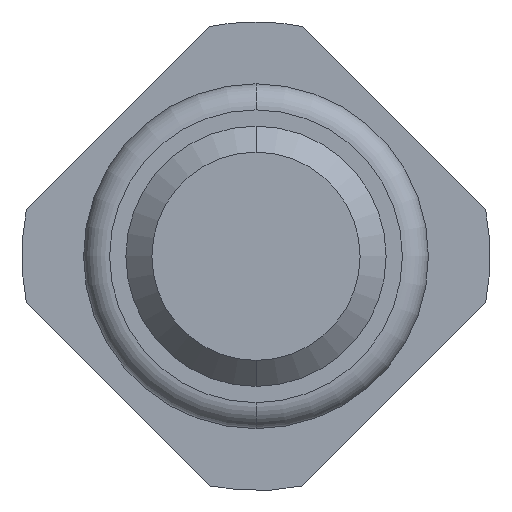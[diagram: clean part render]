
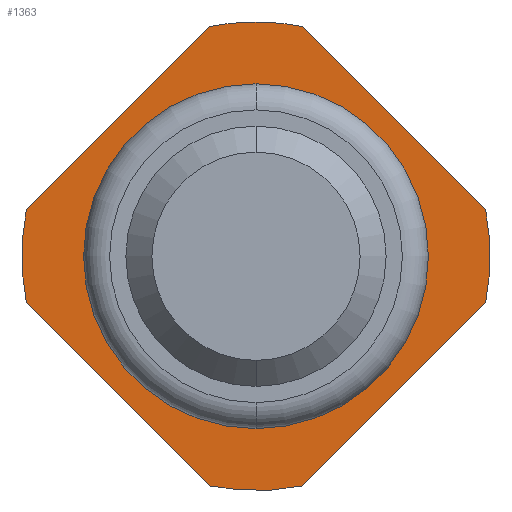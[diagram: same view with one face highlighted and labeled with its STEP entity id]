
A CAD part, front view. The second image highlights one B-rep face of the part: STEP entity #1363.
In plain terms, the highlighted planar face has unit normal (0, -1, 0).
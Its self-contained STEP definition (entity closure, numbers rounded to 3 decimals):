
#29 = AXIS2_PLACEMENT_3D ( 'NONE', #1336, #2174, #1729 ) ;
#99 = DIRECTION ( 'NONE',  ( 0., 0., 1. ) ) ;
#112 = CARTESIAN_POINT ( 'NONE',  ( 0., -2., 1.325 ) ) ;
#155 = AXIS2_PLACEMENT_3D ( 'NONE', #337, #4448, #2418 ) ;
#275 = CARTESIAN_POINT ( 'NONE',  ( 0., -2., 0. ) ) ;
#337 = CARTESIAN_POINT ( 'NONE',  ( 0., -2., 0. ) ) ;
#350 = VECTOR ( 'NONE', #2587, 1000. ) ;
#473 = VERTEX_POINT ( 'NONE', #1832 ) ;
#476 = DIRECTION ( 'NONE',  ( 0., 0., 1. ) ) ;
#593 = EDGE_CURVE ( 'Defeature ausgef�hrt2_29+Defeature ausgef�hrt2_27+Defeature ausgef�hrt2_44+Defeature ausgef�hrt2_45', #4905, #986, #4799, .T. ) ;
#704 = EDGE_CURVE ( 'Defeature ausgef�hrt2_43+Defeature ausgef�hrt2_27+Defeature ausgef�hrt2_31+Defeature ausgef�hrt2_30', #2327, #473, #4601, .T. ) ;
#716 = VERTEX_POINT ( 'NONE', #1566 ) ;
#733 = CARTESIAN_POINT ( 'NONE',  ( -0.161, -2., -1.961 ) ) ;
#811 = ORIENTED_EDGE ( 'NONE', *, *, #3806, .F. ) ;
#864 = ORIENTED_EDGE ( 'NONE', *, *, #593, .F. ) ;
#986 = VERTEX_POINT ( 'NONE', #3958 ) ;
#1157 = DIRECTION ( 'NONE',  ( 0.707, 0., -0.707 ) ) ;
#1208 = CIRCLE ( 'NONE', #29, 1.8 ) ;
#1250 = LINE ( 'NONE', #2167, #350 ) ;
#1263 = CARTESIAN_POINT ( 'NONE',  ( 0., -2., 0. ) ) ;
#1275 = DIRECTION ( 'NONE',  ( 0., 1., 0. ) ) ;
#1332 = EDGE_CURVE ( 'Defeature ausgef�hrt2_30+Defeature ausgef�hrt2_27+Defeature ausgef�hrt2_43+Defeature ausgef�hrt2_44', #473, #1379, #2880, .T. ) ;
#1336 = CARTESIAN_POINT ( 'NONE',  ( 0., -2., 0. ) ) ;
#1339 = CARTESIAN_POINT ( 'NONE',  ( -0.357, -2., 1.764 ) ) ;
#1363 = ADVANCED_FACE ( 'Defeature ausgef�hrt2_27', ( #3706, #4662 ), #4958, .F. ) ;
#1371 = AXIS2_PLACEMENT_3D ( 'NONE', #1730, #2175, #99 ) ;
#1379 = VERTEX_POINT ( 'NONE', #3017 ) ;
#1405 = VERTEX_POINT ( 'NONE', #4220 ) ;
#1409 = VERTEX_POINT ( 'NONE', #4661 ) ;
#1419 = EDGE_CURVE ( 'Defeature ausgef�hrt2_29+Defeature ausgef�hrt2_27+Defeature ausgef�hrt2_44+Defeature ausgef�hrt2_45', #986, #2236, #1208, .T. ) ;
#1512 = CIRCLE ( 'NONE', #4055, 1.325 ) ;
#1557 = CARTESIAN_POINT ( 'NONE',  ( 1.961, -2., 0.161 ) ) ;
#1566 = CARTESIAN_POINT ( 'NONE',  ( 0.357, -2., -1.764 ) ) ;
#1659 = DIRECTION ( 'NONE',  ( 0., 1., 0. ) ) ;
#1729 = DIRECTION ( 'NONE',  ( 0., 0., 1. ) ) ;
#1730 = CARTESIAN_POINT ( 'NONE',  ( 0., -2., 0. ) ) ;
#1739 = DIRECTION ( 'NONE',  ( 0., 1., 0. ) ) ;
#1832 = CARTESIAN_POINT ( 'NONE',  ( -1.764, -2., -0.357 ) ) ;
#2118 = ORIENTED_EDGE ( 'NONE', *, *, #3824, .F. ) ;
#2134 = EDGE_CURVE ( 'Defeature ausgef�hrt2_45+Defeature ausgef�hrt2_27+Defeature ausgef�hrt2_29+Defeature ausgef�hrt2_28', #2236, #1409, #2213, .T. ) ;
#2167 = CARTESIAN_POINT ( 'NONE',  ( -0.161, -2., 1.961 ) ) ;
#2174 = DIRECTION ( 'NONE',  ( 0., 1., 0. ) ) ;
#2175 = DIRECTION ( 'NONE',  ( 0., 1., 0. ) ) ;
#2188 = VECTOR ( 'NONE', #2824, 1000. ) ;
#2206 = DIRECTION ( 'NONE',  ( 0., 0., 1. ) ) ;
#2213 = LINE ( 'NONE', #1557, #3126 ) ;
#2236 = VERTEX_POINT ( 'NONE', #5191 ) ;
#2271 = CIRCLE ( 'NONE', #1371, 1.325 ) ;
#2311 = CARTESIAN_POINT ( 'NONE',  ( 0., -2., 0. ) ) ;
#2327 = VERTEX_POINT ( 'NONE', #4308 ) ;
#2360 = DIRECTION ( 'NONE',  ( 0., 1., 0. ) ) ;
#2418 = DIRECTION ( 'NONE',  ( 0., 0., 1. ) ) ;
#2426 = CARTESIAN_POINT ( 'NONE',  ( 0., -2., -1.325 ) ) ;
#2497 = EDGE_LOOP ( 'NONE', ( #4119, #4977 ) ) ;
#2587 = DIRECTION ( 'NONE',  ( 0.707, 0., 0.707 ) ) ;
#2824 = DIRECTION ( 'NONE',  ( -0.707, 0., -0.707 ) ) ;
#2880 = CIRCLE ( 'NONE', #3363, 1.8 ) ;
#2974 = EDGE_CURVE ( 'Defeature ausgef�hrt2_27+Defeature ausgef�hrt2_39+Defeature ausgef�hrt2_39+Defeature ausgef�hrt2_39', #4135, #3436, #1512, .T. ) ;
#3017 = CARTESIAN_POINT ( 'NONE',  ( -1.764, -2., 0.357 ) ) ;
#3029 = ORIENTED_EDGE ( 'NONE', *, *, #1419, .F. ) ;
#3126 = VECTOR ( 'NONE', #1157, 1000. ) ;
#3167 = EDGE_LOOP ( 'NONE', ( #3548, #3029, #864, #2118, #5079, #3995, #811, #4306, #3629 ) ) ;
#3273 = EDGE_CURVE ( 'Defeature ausgef�hrt2_27+Defeature ausgef�hrt2_39+Defeature ausgef�hrt2_39+Defeature ausgef�hrt2_39', #3436, #4135, #2271, .T. ) ;
#3315 = CIRCLE ( 'NONE', #4217, 1.8 ) ;
#3363 = AXIS2_PLACEMENT_3D ( 'NONE', #1263, #1659, #476 ) ;
#3436 = VERTEX_POINT ( 'NONE', #112 ) ;
#3548 = ORIENTED_EDGE ( 'NONE', *, *, #2134, .F. ) ;
#3562 = EDGE_CURVE ( 'Defeature ausgef�hrt2_28+Defeature ausgef�hrt2_27+Defeature ausgef�hrt2_45+Defeature ausgef�hrt2_42', #1409, #1405, #3315, .T. ) ;
#3608 = DIRECTION ( 'NONE',  ( -0.707, 0., 0.707 ) ) ;
#3629 = ORIENTED_EDGE ( 'NONE', *, *, #3562, .F. ) ;
#3706 = FACE_BOUND ( 'NONE', #2497, .T. ) ;
#3806 = EDGE_CURVE ( 'Defeature ausgef�hrt2_31+Defeature ausgef�hrt2_27+Defeature ausgef�hrt2_42+Defeature ausgef�hrt2_43', #716, #2327, #4520, .T. ) ;
#3823 = CARTESIAN_POINT ( 'NONE',  ( 0., -2., 0. ) ) ;
#3824 = EDGE_CURVE ( 'Defeature ausgef�hrt2_44+Defeature ausgef�hrt2_27+Defeature ausgef�hrt2_30+Defeature ausgef�hrt2_29', #1379, #4905, #1250, .T. ) ;
#3958 = CARTESIAN_POINT ( 'NONE',  ( 0., -2., 1.8 ) ) ;
#3995 = ORIENTED_EDGE ( 'NONE', *, *, #704, .F. ) ;
#4055 = AXIS2_PLACEMENT_3D ( 'NONE', #2311, #4737, #4381 ) ;
#4119 = ORIENTED_EDGE ( 'NONE', *, *, #3273, .T. ) ;
#4135 = VERTEX_POINT ( 'NONE', #2426 ) ;
#4217 = AXIS2_PLACEMENT_3D ( 'NONE', #275, #2360, #4369 ) ;
#4220 = CARTESIAN_POINT ( 'NONE',  ( 1.764, -2., -0.357 ) ) ;
#4306 = ORIENTED_EDGE ( 'NONE', *, *, #5212, .F. ) ;
#4308 = CARTESIAN_POINT ( 'NONE',  ( -0.357, -2., -1.764 ) ) ;
#4369 = DIRECTION ( 'NONE',  ( 0., 0., 1. ) ) ;
#4381 = DIRECTION ( 'NONE',  ( 0., 0., 1. ) ) ;
#4412 = VECTOR ( 'NONE', #3608, 1000. ) ;
#4448 = DIRECTION ( 'NONE',  ( 0., 1., 0. ) ) ;
#4502 = AXIS2_PLACEMENT_3D ( 'NONE', #3823, #1739, #2206 ) ;
#4520 = CIRCLE ( 'NONE', #4502, 1.8 ) ;
#4601 = LINE ( 'NONE', #733, #4412 ) ;
#4630 = AXIS2_PLACEMENT_3D ( 'NONE', #4944, #1275, #5073 ) ;
#4661 = CARTESIAN_POINT ( 'NONE',  ( 1.764, -2., 0.357 ) ) ;
#4662 = FACE_OUTER_BOUND ( 'NONE', #3167, .T. ) ;
#4737 = DIRECTION ( 'NONE',  ( 0., 1., 0. ) ) ;
#4799 = CIRCLE ( 'NONE', #155, 1.8 ) ;
#4903 = CARTESIAN_POINT ( 'NONE',  ( 1.961, -2., -0.161 ) ) ;
#4905 = VERTEX_POINT ( 'NONE', #1339 ) ;
#4944 = CARTESIAN_POINT ( 'NONE',  ( 1.8, -2., 0. ) ) ;
#4958 = PLANE ( 'NONE',  #4630 ) ;
#4977 = ORIENTED_EDGE ( 'NONE', *, *, #2974, .T. ) ;
#5073 = DIRECTION ( 'NONE',  ( 0., 0., 1. ) ) ;
#5079 = ORIENTED_EDGE ( 'NONE', *, *, #1332, .F. ) ;
#5191 = CARTESIAN_POINT ( 'NONE',  ( 0.357, -2., 1.764 ) ) ;
#5212 = EDGE_CURVE ( 'Defeature ausgef�hrt2_42+Defeature ausgef�hrt2_27+Defeature ausgef�hrt2_28+Defeature ausgef�hrt2_31', #1405, #716, #5226, .T. ) ;
#5226 = LINE ( 'NONE', #4903, #2188 ) ;
